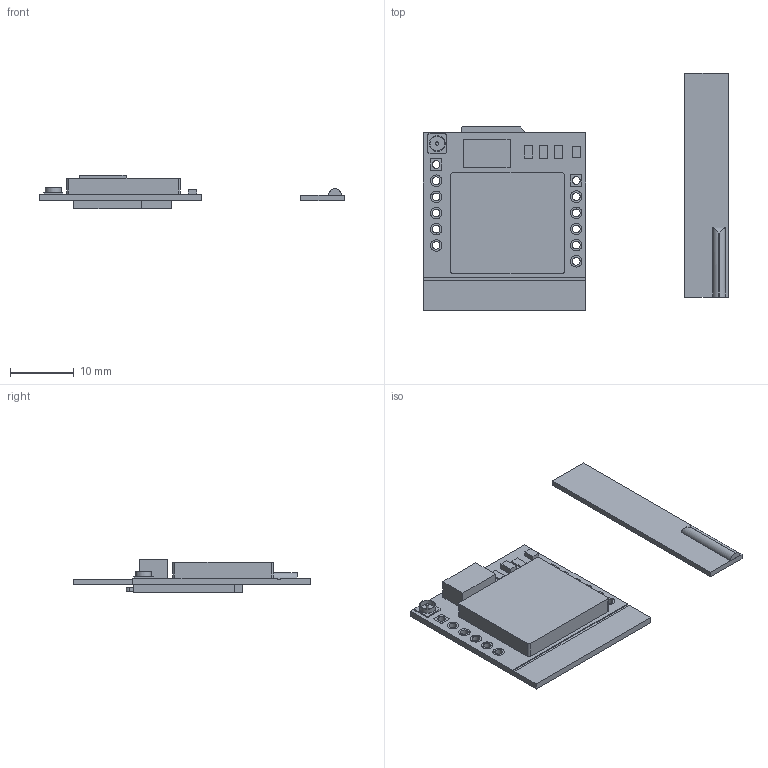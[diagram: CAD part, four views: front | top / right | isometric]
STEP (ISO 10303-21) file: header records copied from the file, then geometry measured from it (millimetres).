
FILE_DESCRIPTION(/* description */ (''),/* implementation_level */ '2;1');
FILE_NAME(/* name */ 'Sim800L Board v5.step',/* time_stamp */ '2020-09-01T20:46:07+02:00',/* author */ (''),/* organization */ (''),/* preprocessor_version */ 'ST-DEVELOPER v18.1',/* originating_system */ 'Autodesk Translation Framework v9.3.0.1241',/* authorisation */ '');
FILE_SCHEMA (('AUTOMOTIVE_DESIGN { 1 0 10303 214 3 1 1 }'));
Length unit declared in the file: millimetre
Products named in the file (1): Sim800L Board
Bounding box: 47.92 x 37.38 x 5.3 mm (x, y, z)
Volume: 2054.7 mm3; surface area: 3217.3 mm2
Topology: 3 solids, 3 shells, 163 faces, 358 edges, 238 vertices
Faces by surface type: plane 110, cylinder 53
Full cylindrical faces by diameter (mm): 0.5 x1, 1.2 x12, 1.8 x22, 2.3 x1, 2.5 x1
Entity records: 4715 total; most frequent: DIRECTION 790, CARTESIAN_POINT 760, ORIENTED_EDGE 716, EDGE_CURVE 358, AXIS2_PLACEMENT_3D 268, LINE 254, VECTOR 254, VERTEX_POINT 238
